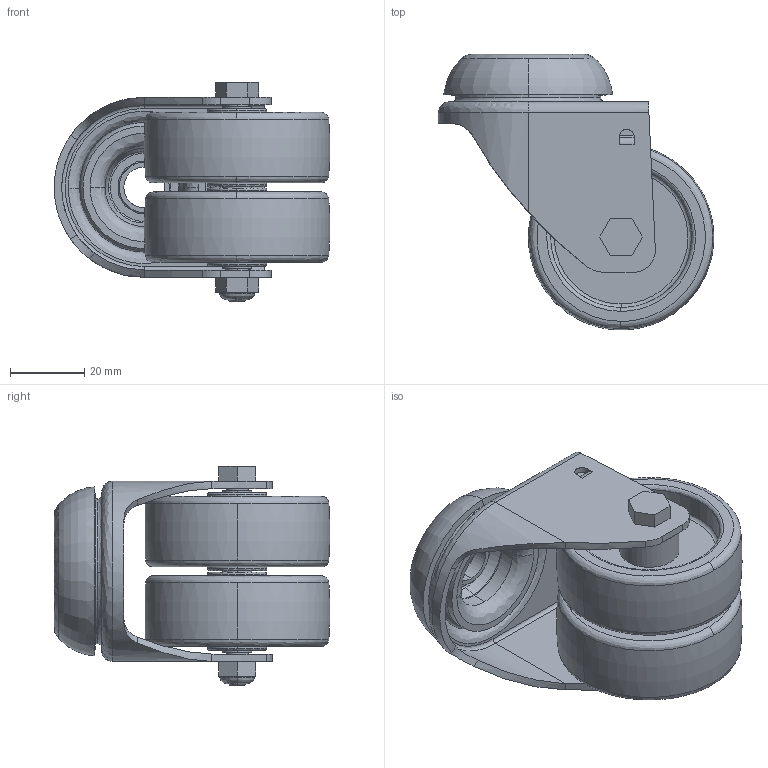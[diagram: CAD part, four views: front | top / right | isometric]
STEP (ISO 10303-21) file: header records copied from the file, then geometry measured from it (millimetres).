
FILE_DESCRIPTION (( 'STEP AP214' ), '1' );
FILE_NAME ('0010774INF.step', '2025-03-14T10:26:35', ( '' ), ( '' ), 'SwSTEP 2.0', 'SolidWorks 2020', '' );
FILE_SCHEMA (( 'AUTOMOTIVE_DESIGN' ));
Length unit declared in the file: millimetre
Products named in the file (1): 0010774INF
Bounding box: 74.21 x 74.19 x 59 mm (x, y, z)
Volume: 68492.8 mm3; surface area: 45571.8 mm2
Topology: 10 solids, 10 shells, 272 faces, 743 edges, 498 vertices
Faces by surface type: plane 85, bspline 82, cylinder 73, torus 16, cone 16
Entity records: 16619 total; most frequent: CARTESIAN_POINT 7109, ORIENTED_EDGE 1486, DIRECTION 1249, EDGE_CURVE 743, AXIS2_PLACEMENT_3D 507, VERTEX_POINT 498, CIRCLE 316, EDGE_LOOP 309
